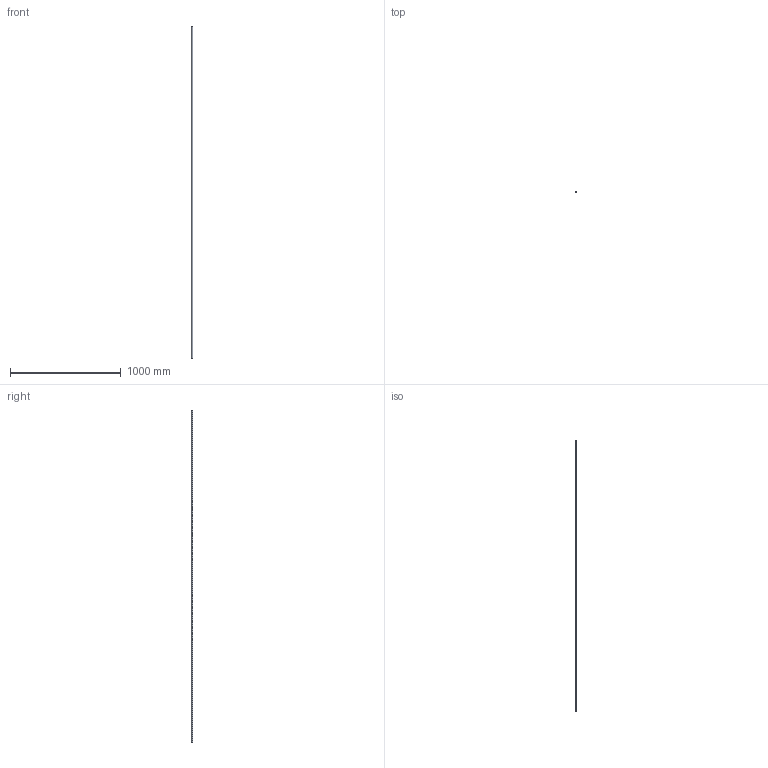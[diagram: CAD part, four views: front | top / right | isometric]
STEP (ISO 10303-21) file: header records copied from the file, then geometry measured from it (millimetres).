
FILE_DESCRIPTION (( 'STEP AP203' ), '1' );
FILE_NAME ('57100-ST.step', '2021-12-22T10:33:13', ( '' ), ( '' ), 'SwSTEP 2.0', 'SolidWorks 2018', '' );
FILE_SCHEMA (( 'CONFIG_CONTROL_DESIGN' ));
Length unit declared in the file: millimetre
Products named in the file (2): 57100-ST
Bounding box: 12 x 12 x 3000 mm (x, y, z)
Volume: 339291.8 mm3; surface area: 113328.6 mm2
Topology: 1 solids, 1 shells, 200 faces, 531 edges, 354 vertices
Faces by surface type: plane 109, bspline 89, cylinder 2
Entity records: 11100 total; most frequent: CARTESIAN_POINT 6576, ORIENTED_EDGE 1062, DIRECTION 583, EDGE_CURVE 531, VERTEX_POINT 354, VECTOR 349, LINE 349, EDGE_LOOP 221
